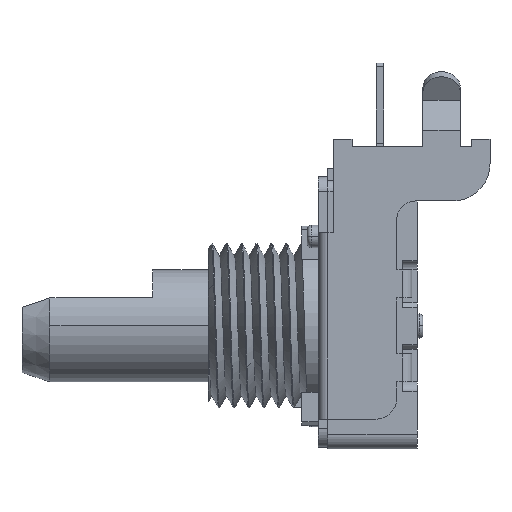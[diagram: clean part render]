
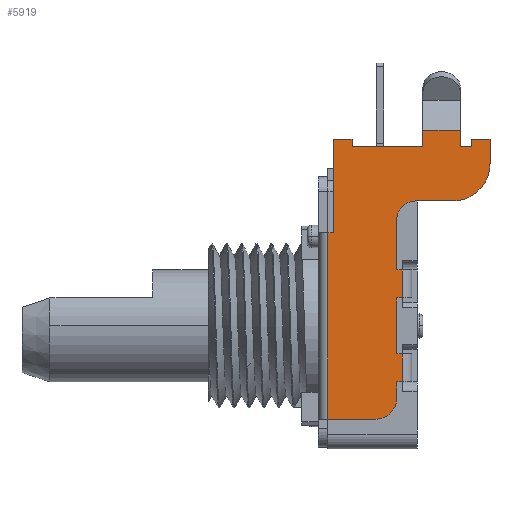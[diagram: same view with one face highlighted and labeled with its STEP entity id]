
A CAD part, left-side view. The second image highlights one B-rep face of the part: STEP entity #5919.
In plain terms, the highlighted planar face has unit normal (-1, 0, 0).
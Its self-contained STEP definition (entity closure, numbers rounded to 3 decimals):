
#560=DIRECTION('',(0.,0.,-1.));
#561=VECTOR('',#560,10.);
#562=CARTESIAN_POINT('',(-5.9,4.8,5.));
#563=LINE('',#562,#561);
#581=DIRECTION('',(0.,1.,0.));
#582=VECTOR('',#581,0.3);
#583=CARTESIAN_POINT('',(-5.9,4.5,5.));
#584=LINE('',#583,#582);
#684=DIRECTION('',(0.,1.,0.));
#685=VECTOR('',#684,0.6);
#686=CARTESIAN_POINT('',(-5.9,-2.9,9.6));
#687=LINE('',#686,#685);
#743=DIRECTION('',(0.,0.,-1.));
#744=VECTOR('',#743,0.892);
#745=CARTESIAN_POINT('',(-5.9,-0.3,10.492));
#746=LINE('',#745,#744);
#769=DIRECTION('',(0.,-1.,0.));
#770=VECTOR('',#769,2.);
#771=CARTESIAN_POINT('',(-5.9,-0.3,10.492));
#772=LINE('',#771,#770);
#773=DIRECTION('',(0.,0.,-1.));
#774=VECTOR('',#773,0.892);
#775=CARTESIAN_POINT('',(-5.9,-2.3,10.492));
#776=LINE('',#775,#774);
#777=CARTESIAN_POINT('',(-5.9,-1.9,8.7));
#778=DIRECTION('',(1.,0.,0.));
#779=DIRECTION('',(0.,-1.,0.));
#780=AXIS2_PLACEMENT_3D('',#777,#778,#779);
#782=CARTESIAN_POINT('',(-5.9,0.1,5.7));
#783=DIRECTION('',(-1.,0.,0.));
#784=DIRECTION('',(0.,0.,1.));
#785=AXIS2_PLACEMENT_3D('',#782,#783,#784);
#787=DIRECTION('',(0.,-1.,0.));
#788=VECTOR('',#787,0.3);
#789=CARTESIAN_POINT('',(-5.9,1.1,3.));
#790=LINE('',#789,#788);
#791=DIRECTION('',(0.,-1.,0.));
#792=VECTOR('',#791,0.3);
#793=CARTESIAN_POINT('',(-5.9,1.1,-1.5));
#794=LINE('',#793,#792);
#795=CARTESIAN_POINT('',(-5.9,2.22,-3.88));
#796=DIRECTION('',(1.,0.,0.));
#797=DIRECTION('',(0.,-1.,0.));
#798=AXIS2_PLACEMENT_3D('',#795,#796,#797);
#804=DIRECTION('',(0.,0.,-1.));
#805=VECTOR('',#804,5.);
#806=CARTESIAN_POINT('',(-5.9,4.5,10.));
#807=LINE('',#806,#805);
#820=DIRECTION('',(0.,1.,0.));
#821=VECTOR('',#820,1.);
#822=CARTESIAN_POINT('',(-5.9,3.5,10.));
#823=LINE('',#822,#821);
#828=DIRECTION('',(0.,0.,1.));
#829=VECTOR('',#828,0.4);
#830=CARTESIAN_POINT('',(-5.9,3.5,9.6));
#831=LINE('',#830,#829);
#836=DIRECTION('',(0.,1.,0.));
#837=VECTOR('',#836,3.8);
#838=CARTESIAN_POINT('',(-5.9,-0.3,9.6));
#839=LINE('',#838,#837);
#844=DIRECTION('',(0.,0.,-1.));
#845=VECTOR('',#844,0.4);
#846=CARTESIAN_POINT('',(-5.9,-2.9,10.));
#847=LINE('',#846,#845);
#852=DIRECTION('',(0.,1.,0.));
#853=VECTOR('',#852,1.);
#854=CARTESIAN_POINT('',(-5.9,-3.9,10.));
#855=LINE('',#854,#853);
#856=DIRECTION('',(0.,0.,1.));
#857=VECTOR('',#856,1.3);
#858=CARTESIAN_POINT('',(-5.9,-3.9,8.7));
#859=LINE('',#858,#857);
#872=DIRECTION('',(0.,-1.,0.));
#873=VECTOR('',#872,2.);
#874=CARTESIAN_POINT('',(-5.9,0.1,6.7));
#875=LINE('',#874,#873);
#932=DIRECTION('',(0.,-1.,0.));
#933=VECTOR('',#932,0.3);
#934=CARTESIAN_POINT('',(-5.9,1.1,1.5));
#935=LINE('',#934,#933);
#1077=DIRECTION('',(0.,-1.,0.));
#1078=VECTOR('',#1077,0.3);
#1079=CARTESIAN_POINT('',(-5.9,1.1,-3.));
#1080=LINE('',#1079,#1078);
#1094=DIRECTION('',(0.,0.,1.));
#1095=VECTOR('',#1094,0.88);
#1096=CARTESIAN_POINT('',(-5.9,1.1,-3.88));
#1097=LINE('',#1096,#1095);
#1111=DIRECTION('',(0.,-1.,0.));
#1112=VECTOR('',#1111,2.58);
#1113=CARTESIAN_POINT('',(-5.9,4.8,-5.));
#1114=LINE('',#1113,#1112);
#1520=DIRECTION('',(0.,0.,1.));
#1521=VECTOR('',#1520,1.5);
#1522=CARTESIAN_POINT('',(-5.9,0.8,-3.));
#1523=LINE('',#1522,#1521);
#1544=DIRECTION('',(0.,0.,1.));
#1545=VECTOR('',#1544,3.);
#1546=CARTESIAN_POINT('',(-5.9,1.1,-1.5));
#1547=LINE('',#1546,#1545);
#1560=DIRECTION('',(0.,0.,1.));
#1561=VECTOR('',#1560,1.5);
#1562=CARTESIAN_POINT('',(-5.9,0.8,1.5));
#1563=LINE('',#1562,#1561);
#1612=DIRECTION('',(0.,0.,1.));
#1613=VECTOR('',#1612,2.7);
#1614=CARTESIAN_POINT('',(-5.9,1.1,3.));
#1615=LINE('',#1614,#1613);
#4195=CARTESIAN_POINT('',(-5.9,4.8,5.));
#4196=VERTEX_POINT('',#4195);
#4197=CARTESIAN_POINT('',(-5.9,4.8,-5.));
#4198=VERTEX_POINT('',#4197);
#4205=CARTESIAN_POINT('',(-5.9,4.5,5.));
#4206=VERTEX_POINT('',#4205);
#4253=CARTESIAN_POINT('',(-5.9,-2.3,9.6));
#4254=VERTEX_POINT('',#4253);
#4255=CARTESIAN_POINT('',(-5.9,-2.9,9.6));
#4256=VERTEX_POINT('',#4255);
#4267=CARTESIAN_POINT('',(-5.9,-2.3,10.492));
#4268=VERTEX_POINT('',#4267);
#4277=CARTESIAN_POINT('',(-5.9,-0.3,10.492));
#4278=VERTEX_POINT('',#4277);
#4279=CARTESIAN_POINT('',(-5.9,-0.3,9.6));
#4280=VERTEX_POINT('',#4279);
#4287=CARTESIAN_POINT('',(-5.9,4.5,10.));
#4288=VERTEX_POINT('',#4287);
#4289=CARTESIAN_POINT('',(-5.9,3.5,10.));
#4290=VERTEX_POINT('',#4289);
#4291=CARTESIAN_POINT('',(-5.9,3.5,9.6));
#4292=VERTEX_POINT('',#4291);
#4293=CARTESIAN_POINT('',(-5.9,-2.9,10.));
#4294=VERTEX_POINT('',#4293);
#4295=CARTESIAN_POINT('',(-5.9,-3.9,10.));
#4296=VERTEX_POINT('',#4295);
#4297=CARTESIAN_POINT('',(-5.9,-3.9,8.7));
#4298=VERTEX_POINT('',#4297);
#4299=CARTESIAN_POINT('',(-5.9,-1.9,6.7));
#4300=VERTEX_POINT('',#4299);
#4301=CARTESIAN_POINT('',(-5.9,0.1,6.7));
#4302=VERTEX_POINT('',#4301);
#4303=CARTESIAN_POINT('',(-5.9,1.1,5.7));
#4304=VERTEX_POINT('',#4303);
#4305=CARTESIAN_POINT('',(-5.9,1.1,3.));
#4306=VERTEX_POINT('',#4305);
#4307=CARTESIAN_POINT('',(-5.9,0.8,3.));
#4308=VERTEX_POINT('',#4307);
#4309=CARTESIAN_POINT('',(-5.9,0.8,1.5));
#4310=VERTEX_POINT('',#4309);
#4311=CARTESIAN_POINT('',(-5.9,1.1,1.5));
#4312=VERTEX_POINT('',#4311);
#4313=CARTESIAN_POINT('',(-5.9,1.1,-1.5));
#4314=VERTEX_POINT('',#4313);
#4315=CARTESIAN_POINT('',(-5.9,0.8,-1.5));
#4316=VERTEX_POINT('',#4315);
#4317=CARTESIAN_POINT('',(-5.9,0.8,-3.));
#4318=VERTEX_POINT('',#4317);
#4319=CARTESIAN_POINT('',(-5.9,1.1,-3.));
#4320=VERTEX_POINT('',#4319);
#4321=CARTESIAN_POINT('',(-5.9,1.1,-3.88));
#4322=VERTEX_POINT('',#4321);
#4323=CARTESIAN_POINT('',(-5.9,2.22,-5.));
#4324=VERTEX_POINT('',#4323);
#5864=CARTESIAN_POINT('',(-5.9,0.,0.));
#5865=DIRECTION('',(-1.,0.,0.));
#5866=DIRECTION('',(0.,1.,0.));
#5867=AXIS2_PLACEMENT_3D('',#5864,#5865,#5866);
#5868=PLANE('',#5867);
#5869=ORIENTED_EDGE('',*,*,#5625,.F.);
#5870=ORIENTED_EDGE('',*,*,#5647,.F.);
#5872=ORIENTED_EDGE('',*,*,#5871,.F.);
#5874=ORIENTED_EDGE('',*,*,#5873,.F.);
#5876=ORIENTED_EDGE('',*,*,#5875,.F.);
#5878=ORIENTED_EDGE('',*,*,#5877,.F.);
#5879=ORIENTED_EDGE('',*,*,#5848,.F.);
#5880=ORIENTED_EDGE('',*,*,#5835,.T.);
#5881=ORIENTED_EDGE('',*,*,#5788,.T.);
#5882=ORIENTED_EDGE('',*,*,#5766,.F.);
#5884=ORIENTED_EDGE('',*,*,#5883,.F.);
#5886=ORIENTED_EDGE('',*,*,#5885,.F.);
#5888=ORIENTED_EDGE('',*,*,#5887,.F.);
#5890=ORIENTED_EDGE('',*,*,#5889,.T.);
#5892=ORIENTED_EDGE('',*,*,#5891,.F.);
#5894=ORIENTED_EDGE('',*,*,#5893,.T.);
#5896=ORIENTED_EDGE('',*,*,#5895,.F.);
#5898=ORIENTED_EDGE('',*,*,#5897,.T.);
#5900=ORIENTED_EDGE('',*,*,#5899,.F.);
#5902=ORIENTED_EDGE('',*,*,#5901,.F.);
#5904=ORIENTED_EDGE('',*,*,#5903,.F.);
#5906=ORIENTED_EDGE('',*,*,#5905,.T.);
#5908=ORIENTED_EDGE('',*,*,#5907,.F.);
#5910=ORIENTED_EDGE('',*,*,#5909,.F.);
#5912=ORIENTED_EDGE('',*,*,#5911,.F.);
#5914=ORIENTED_EDGE('',*,*,#5913,.T.);
#5916=ORIENTED_EDGE('',*,*,#5915,.F.);
#5917=EDGE_LOOP('',(#5869,#5870,#5872,#5874,#5876,#5878,#5879,#5880,#5881,#5882,
#5884,#5886,#5888,#5890,#5892,#5894,#5896,#5898,#5900,#5902,#5904,#5906,#5908,
#5910,#5912,#5914,#5916));
#5918=FACE_OUTER_BOUND('',#5917,.F.);
#5919=ADVANCED_FACE('',(#5918),#5868,.T.);
#781=CIRCLE('',#780,2.);
#786=CIRCLE('',#785,1.);
#799=CIRCLE('',#798,1.12);
#5625=EDGE_CURVE('',#4196,#4198,#563,.T.);
#5647=EDGE_CURVE('',#4206,#4196,#584,.T.);
#5766=EDGE_CURVE('',#4256,#4254,#687,.T.);
#5788=EDGE_CURVE('',#4268,#4254,#776,.T.);
#5835=EDGE_CURVE('',#4278,#4268,#772,.T.);
#5848=EDGE_CURVE('',#4278,#4280,#746,.T.);
#5871=EDGE_CURVE('',#4288,#4206,#807,.T.);
#5873=EDGE_CURVE('',#4290,#4288,#823,.T.);
#5875=EDGE_CURVE('',#4292,#4290,#831,.T.);
#5877=EDGE_CURVE('',#4280,#4292,#839,.T.);
#5883=EDGE_CURVE('',#4294,#4256,#847,.T.);
#5885=EDGE_CURVE('',#4296,#4294,#855,.T.);
#5887=EDGE_CURVE('',#4298,#4296,#859,.T.);
#5889=EDGE_CURVE('',#4298,#4300,#781,.T.);
#5891=EDGE_CURVE('',#4302,#4300,#875,.T.);
#5893=EDGE_CURVE('',#4302,#4304,#786,.T.);
#5895=EDGE_CURVE('',#4306,#4304,#1615,.T.);
#5897=EDGE_CURVE('',#4306,#4308,#790,.T.);
#5899=EDGE_CURVE('',#4310,#4308,#1563,.T.);
#5901=EDGE_CURVE('',#4312,#4310,#935,.T.);
#5903=EDGE_CURVE('',#4314,#4312,#1547,.T.);
#5905=EDGE_CURVE('',#4314,#4316,#794,.T.);
#5907=EDGE_CURVE('',#4318,#4316,#1523,.T.);
#5909=EDGE_CURVE('',#4320,#4318,#1080,.T.);
#5911=EDGE_CURVE('',#4322,#4320,#1097,.T.);
#5913=EDGE_CURVE('',#4322,#4324,#799,.T.);
#5915=EDGE_CURVE('',#4198,#4324,#1114,.T.);
